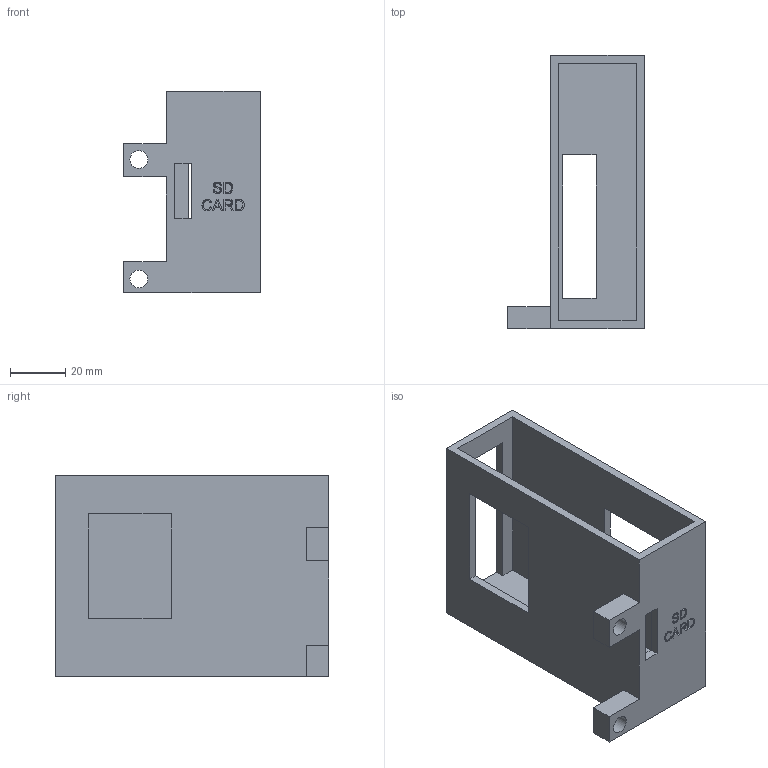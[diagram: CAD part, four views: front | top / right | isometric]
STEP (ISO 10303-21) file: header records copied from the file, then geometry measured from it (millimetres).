
FILE_DESCRIPTION(/* description */ ('','CAx-IF Rec.Pracs.---Representation and Presentation of Product Manufacturing Information (PMI)---4.0---2014-10-13'),/* implementation_level */ '2;1');
FILE_NAME(/* name */ 'pi4_rack_mount.step',/* time_stamp */ '2025-02-04T13:09:03-05:00',/* author */ (''),/* organization */ (''),/* preprocessor_version */ 'ST-DEVELOPER v20',/* originating_system */ 'Autodesk Translation Framework v13.20.0.188',/* authorisation */ '');
FILE_SCHEMA (('AP242_MANAGED_MODEL_BASED_3D_ENGINEERING_MIM_LF { 1 0 10303 442 1 1 4 }'));
Length unit declared in the file: millimetre
Products named in the file (1): (Unsaved)
Bounding box: 49.5 x 99 x 73 mm (x, y, z)
Volume: 57811.4 mm3; surface area: 38566 mm2
Topology: 1 solids, 1 shells, 339 faces, 939 edges, 626 vertices
Faces by surface type: plane 172, bspline 165, cylinder 2
Full cylindrical faces by diameter (mm): 6.5 x2
Entity records: 12312 total; most frequent: CARTESIAN_POINT 4710, ORIENTED_EDGE 1878, DIRECTION 963, EDGE_CURVE 939, VERTEX_POINT 626, LINE 605, VECTOR 605, EDGE_LOOP 379
